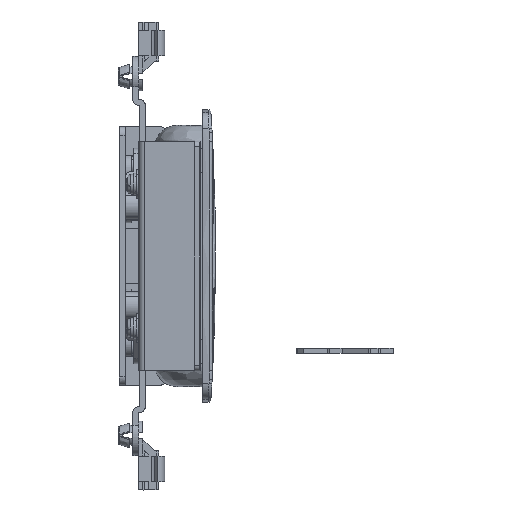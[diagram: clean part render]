
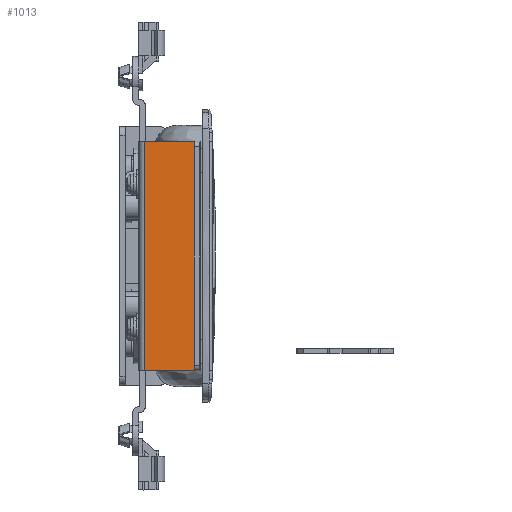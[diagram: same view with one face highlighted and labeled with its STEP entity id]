
A CAD part, left-side view. The second image highlights one B-rep face of the part: STEP entity #1013.
In plain terms, the highlighted free-form (B-spline) face has degree [1, 1] with [2, 2] control points.
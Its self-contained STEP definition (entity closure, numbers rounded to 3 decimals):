
#859=CARTESIAN_POINT('',(-37.955,-8.701,40.0));
#860=VERTEX_POINT('',#859);
#872=CARTESIAN_POINT('',(-38.358,-26.197,40.0));
#873=VERTEX_POINT('',#872);
#874=CARTESIAN_POINT('',(-38.358,-26.197,40.0));
#875=CARTESIAN_POINT('',(-37.955,-8.701,40.0));
#876=QUASI_UNIFORM_CURVE('',1,(#874,#875),.UNSPECIFIED.,.F.,.U.);
#877=EDGE_CURVE('',#873,#860,#876,.T.);
#959=CARTESIAN_POINT('',(-38.358,-26.197,-40.));
#960=VERTEX_POINT('',#959);
#966=CARTESIAN_POINT('',(-37.955,-8.701,-40.));
#967=VERTEX_POINT('',#966);
#968=CARTESIAN_POINT('',(-38.358,-26.197,-40.));
#969=CARTESIAN_POINT('',(-37.955,-8.701,-40.));
#970=QUASI_UNIFORM_CURVE('',1,(#968,#969),.UNSPECIFIED.,.F.,.U.);
#971=EDGE_CURVE('',#960,#967,#970,.T.);
#994=CARTESIAN_POINT('',(-38.378,-27.071,43.996));
#995=CARTESIAN_POINT('',(-37.934,-7.827,43.996));
#996=CARTESIAN_POINT('',(-38.378,-27.071,-43.996));
#997=CARTESIAN_POINT('',(-37.934,-7.827,-43.996));
#998=B_SPLINE_SURFACE_WITH_KNOTS('',1,1,((#994,#996),(#995,#997)),.UNSPECIFIED.,.F.,.F.,.U.,(2,2),(2,2),(0.0,19.249),(0.0,87.992),.UNSPECIFIED.);
#999=ORIENTED_EDGE('',*,*,#877,.T.);
#1000=CARTESIAN_POINT('',(-37.955,-8.701,-40.));
#1001=CARTESIAN_POINT('',(-37.955,-8.701,40.0));
#1002=QUASI_UNIFORM_CURVE('',1,(#1000,#1001),.UNSPECIFIED.,.F.,.U.);
#1003=EDGE_CURVE('',#967,#860,#1002,.T.);
#1004=ORIENTED_EDGE('',*,*,#1003,.F.);
#1005=ORIENTED_EDGE('',*,*,#971,.F.);
#1006=CARTESIAN_POINT('',(-38.358,-26.197,-40.));
#1007=CARTESIAN_POINT('',(-38.358,-26.197,40.0));
#1008=QUASI_UNIFORM_CURVE('',1,(#1006,#1007),.UNSPECIFIED.,.F.,.U.);
#1009=EDGE_CURVE('',#960,#873,#1008,.T.);
#1010=ORIENTED_EDGE('',*,*,#1009,.T.);
#1011=EDGE_LOOP('',(#999,#1004,#1005,#1010));
#1012=FACE_OUTER_BOUND('',#1011,.T.);
#1013=ADVANCED_FACE('',(#1012),#998,.T.);
